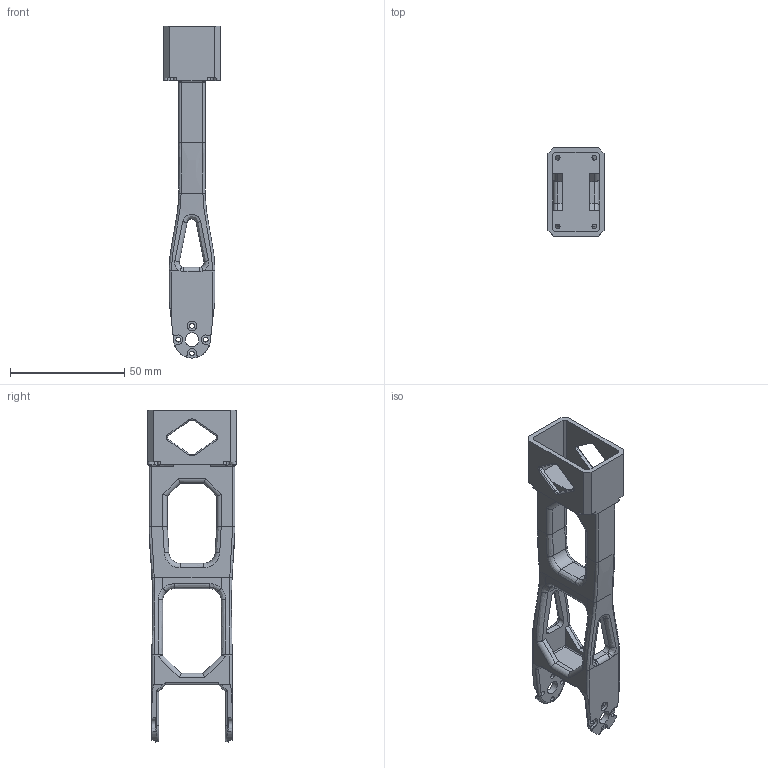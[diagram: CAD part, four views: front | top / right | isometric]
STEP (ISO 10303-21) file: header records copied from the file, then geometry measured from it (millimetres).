
FILE_DESCRIPTION(/* description */ ('','CAx-IF Rec.Pracs.---Representation and Presentation of Product Manufacturing Information (PMI)---4.0---2014-10-13'),/* implementation_level */ '2;1');
FILE_NAME(/* name */ 'ARM_4.step',/* time_stamp */ '2025-02-11T17:36:26+08:00',/* author */ (''),/* organization */ (''),/* preprocessor_version */ 'ST-DEVELOPER v20',/* originating_system */ 'Autodesk Translation Framework v13.20.0.188',/* authorisation */ '');
FILE_SCHEMA (('AP242_MANAGED_MODEL_BASED_3D_ENGINEERING_MIM_LF { 1 0 10303 442 1 1 4 }'));
Length unit declared in the file: millimetre
Products named in the file (1): 件5(镜像) (1)
Bounding box: 24.5 x 38.5 x 145 mm (x, y, z)
Volume: 30358.3 mm3; surface area: 17911.7 mm2
Topology: 1 solids, 1 shells, 303 faces, 798 edges, 484 vertices
Faces by surface type: cylinder 124, plane 103, bspline 62, torus 14
Full cylindrical faces by diameter (mm): 2.05 x12, 4.1 x2, 6 x2
Entity records: 10784 total; most frequent: CARTESIAN_POINT 3436, ORIENTED_EDGE 1588, DIRECTION 1440, EDGE_CURVE 794, AXIS2_PLACEMENT_3D 518, VERTEX_POINT 484, LINE 404, VECTOR 404
